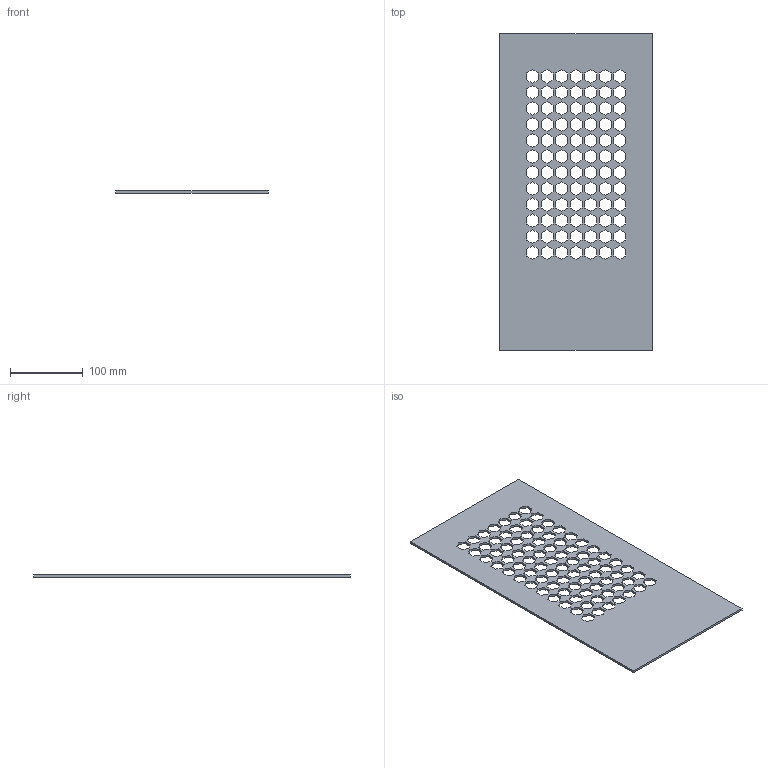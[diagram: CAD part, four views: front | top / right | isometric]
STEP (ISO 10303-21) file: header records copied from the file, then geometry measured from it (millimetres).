
FILE_DESCRIPTION(/* description */ (''),/* implementation_level */ '2;1');
FILE_NAME(/* name */ 'FrontPanel.step',/* time_stamp */ '2020-12-28T22:52:43+01:00',/* author */ (''),/* organization */ (''),/* preprocessor_version */ 'ST-DEVELOPER v18.1',/* originating_system */ 'Autodesk Translation Framework v9.7.1.1290',/* authorisation */ '');
FILE_SCHEMA (('AUTOMOTIVE_DESIGN { 1 0 10303 214 3 1 1 }'));
Length unit declared in the file: millimetre
Products named in the file (1): (Non enregistré)
Bounding box: 210 x 435 x 3 mm (x, y, z)
Volume: 214962 mm3; surface area: 161542 mm2
Topology: 1 solids, 1 shells, 510 faces, 1524 edges, 1016 vertices
Faces by surface type: plane 510
Entity records: 17157 total; most frequent: CARTESIAN_POINT 3051, ORIENTED_EDGE 3048, DIRECTION 2546, LINE 1524, VECTOR 1524, EDGE_CURVE 1524, VERTEX_POINT 1016, EDGE_LOOP 678
